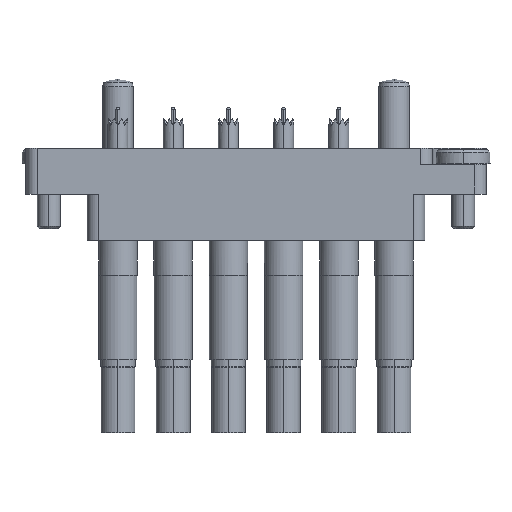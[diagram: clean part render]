
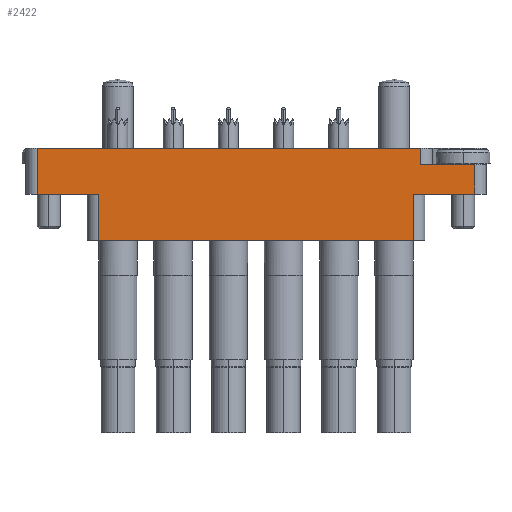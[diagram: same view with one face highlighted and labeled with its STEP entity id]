
A CAD part, left-side view. The second image highlights one B-rep face of the part: STEP entity #2422.
In plain terms, the highlighted face is planar.
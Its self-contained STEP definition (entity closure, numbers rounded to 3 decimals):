
#586 = DIRECTION ( 'NONE',  ( 0., -1., 0. ) ) ;
#614 = LINE ( 'NONE', #9130, #1335 ) ;
#835 = CARTESIAN_POINT ( 'NONE',  ( 20.5, 0., 14.35 ) ) ;
#975 = LINE ( 'NONE', #835, #10394 ) ;
#1249 = LINE ( 'NONE', #22127, #5571 ) ;
#1335 = VECTOR ( 'NONE', #2867, 1000. ) ;
#1402 = VECTOR ( 'NONE', #16606, 1000. ) ;
#1409 = DIRECTION ( 'NONE',  ( 1., 0., 0. ) ) ;
#1756 = CARTESIAN_POINT ( 'NONE',  ( -28.5, 6., 14.35 ) ) ;
#1994 = VERTEX_POINT ( 'NONE', #3390 ) ;
#2082 = EDGE_CURVE ( 'NONE', #2485, #1994, #4985, .T. ) ;
#2342 = LINE ( 'NONE', #23113, #1402 ) ;
#2422 = ADVANCED_FACE ( 'NONE', ( #2700 ), #16967, .F. ) ;
#2485 = VERTEX_POINT ( 'NONE', #1756 ) ;
#2700 = FACE_OUTER_BOUND ( 'NONE', #10708, .T. ) ;
#2867 = DIRECTION ( 'NONE',  ( 0., 1., 0. ) ) ;
#2995 = EDGE_CURVE ( 'NONE', #22463, #24889, #2342, .T. ) ;
#3361 = DIRECTION ( 'NONE',  ( 0., 0., -1. ) ) ;
#3390 = CARTESIAN_POINT ( 'NONE',  ( 21.5, 6., 14.35 ) ) ;
#3726 = VERTEX_POINT ( 'NONE', #12281 ) ;
#3844 = CARTESIAN_POINT ( 'NONE',  ( 28.5, 3.9, 14.35 ) ) ;
#3927 = CARTESIAN_POINT ( 'NONE',  ( -20.5, -6., 14.35 ) ) ;
#4392 = EDGE_CURVE ( 'NONE', #2485, #24889, #14192, .T. ) ;
#4784 = LINE ( 'NONE', #7178, #7527 ) ;
#4985 = LINE ( 'NONE', #21386, #11630 ) ;
#5571 = VECTOR ( 'NONE', #25619, 1000. ) ;
#5912 = DIRECTION ( 'NONE',  ( 1., 0., 0. ) ) ;
#6389 = VECTOR ( 'NONE', #5912, 1000. ) ;
#6606 = EDGE_CURVE ( 'NONE', #3726, #20039, #975, .T. ) ;
#6694 = LINE ( 'NONE', #15103, #12136 ) ;
#7178 = CARTESIAN_POINT ( 'NONE',  ( -22., -6., 14.35 ) ) ;
#7196 = DIRECTION ( 'NONE',  ( -1., 0., 0. ) ) ;
#7527 = VECTOR ( 'NONE', #12912, 1000. ) ;
#8170 = ORIENTED_EDGE ( 'NONE', *, *, #13035, .F. ) ;
#8793 = CARTESIAN_POINT ( 'NONE',  ( 20.5, 0., 14.35 ) ) ;
#8816 = DIRECTION ( 'NONE',  ( 0., 1., 0. ) ) ;
#9047 = ORIENTED_EDGE ( 'NONE', *, *, #21675, .F. ) ;
#9130 = CARTESIAN_POINT ( 'NONE',  ( 21.5, 0., 14.35 ) ) ;
#9761 = ORIENTED_EDGE ( 'NONE', *, *, #12586, .T. ) ;
#10394 = VECTOR ( 'NONE', #8816, 1000. ) ;
#10708 = EDGE_LOOP ( 'NONE', ( #9047, #22973, #8170, #22791, #17550, #14871, #25065, #21055, #17991, #9761 ) ) ;
#11101 = DIRECTION ( 'NONE',  ( -1., 0., 0. ) ) ;
#11630 = VECTOR ( 'NONE', #1409, 1000. ) ;
#12136 = VECTOR ( 'NONE', #586, 1000. ) ;
#12243 = EDGE_CURVE ( 'NONE', #18565, #1994, #614, .T. ) ;
#12281 = CARTESIAN_POINT ( 'NONE',  ( 20.5, -6., 14.35 ) ) ;
#12410 = AXIS2_PLACEMENT_3D ( 'NONE', #25083, #3361, #11101 ) ;
#12499 = VECTOR ( 'NONE', #15578, 1000. ) ;
#12501 = VERTEX_POINT ( 'NONE', #3927 ) ;
#12586 = EDGE_CURVE ( 'NONE', #22463, #12501, #6694, .T. ) ;
#12912 = DIRECTION ( 'NONE',  ( -1., 0., 0. ) ) ;
#13035 = EDGE_CURVE ( 'NONE', #24454, #20039, #19324, .T. ) ;
#13333 = CARTESIAN_POINT ( 'NONE',  ( 30., 0., 14.35 ) ) ;
#13795 = CARTESIAN_POINT ( 'NONE',  ( 21.5, 3.9, 14.35 ) ) ;
#14192 = LINE ( 'NONE', #14317, #12499 ) ;
#14317 = CARTESIAN_POINT ( 'NONE',  ( -28.5, 0., 14.35 ) ) ;
#14871 = ORIENTED_EDGE ( 'NONE', *, *, #12243, .T. ) ;
#15103 = CARTESIAN_POINT ( 'NONE',  ( -20.5, 0., 14.35 ) ) ;
#15569 = VECTOR ( 'NONE', #7196, 1000. ) ;
#15578 = DIRECTION ( 'NONE',  ( 0., -1., 0. ) ) ;
#15782 = EDGE_CURVE ( 'NONE', #18565, #25201, #18174, .T. ) ;
#16236 = EDGE_CURVE ( 'NONE', #24454, #25201, #1249, .T. ) ;
#16606 = DIRECTION ( 'NONE',  ( -1., 0., 0. ) ) ;
#16783 = CARTESIAN_POINT ( 'NONE',  ( -20.5, 0., 14.35 ) ) ;
#16967 = PLANE ( 'NONE',  #12410 ) ;
#17550 = ORIENTED_EDGE ( 'NONE', *, *, #15782, .F. ) ;
#17991 = ORIENTED_EDGE ( 'NONE', *, *, #2995, .F. ) ;
#18174 = LINE ( 'NONE', #20034, #6389 ) ;
#18565 = VERTEX_POINT ( 'NONE', #13795 ) ;
#18913 = CARTESIAN_POINT ( 'NONE',  ( -28.5, 0., 14.35 ) ) ;
#19324 = LINE ( 'NONE', #13333, #15569 ) ;
#20034 = CARTESIAN_POINT ( 'NONE',  ( 30., 3.9, 14.35 ) ) ;
#20039 = VERTEX_POINT ( 'NONE', #8793 ) ;
#21055 = ORIENTED_EDGE ( 'NONE', *, *, #4392, .T. ) ;
#21386 = CARTESIAN_POINT ( 'NONE',  ( -30., 6., 14.35 ) ) ;
#21675 = EDGE_CURVE ( 'NONE', #3726, #12501, #4784, .T. ) ;
#22127 = CARTESIAN_POINT ( 'NONE',  ( 28.5, 3.9, 14.35 ) ) ;
#22463 = VERTEX_POINT ( 'NONE', #16783 ) ;
#22791 = ORIENTED_EDGE ( 'NONE', *, *, #16236, .T. ) ;
#22973 = ORIENTED_EDGE ( 'NONE', *, *, #6606, .T. ) ;
#23113 = CARTESIAN_POINT ( 'NONE',  ( 30., 0., 14.35 ) ) ;
#23227 = CARTESIAN_POINT ( 'NONE',  ( 28.5, 0., 14.35 ) ) ;
#24454 = VERTEX_POINT ( 'NONE', #23227 ) ;
#24889 = VERTEX_POINT ( 'NONE', #18913 ) ;
#25065 = ORIENTED_EDGE ( 'NONE', *, *, #2082, .F. ) ;
#25083 = CARTESIAN_POINT ( 'NONE',  ( -30., 0., 14.35 ) ) ;
#25201 = VERTEX_POINT ( 'NONE', #3844 ) ;
#25619 = DIRECTION ( 'NONE',  ( 0., 1., 0. ) ) ;
